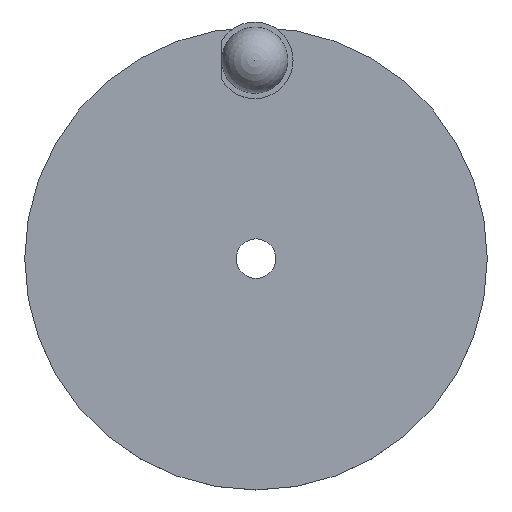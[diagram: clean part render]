
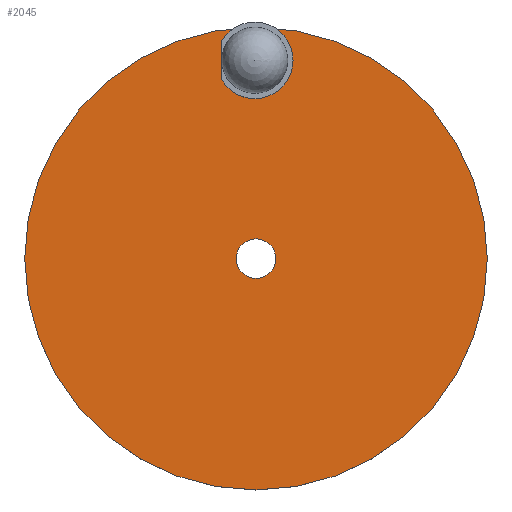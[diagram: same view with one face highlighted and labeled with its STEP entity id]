
A CAD part, top view. The second image highlights one B-rep face of the part: STEP entity #2045.
In plain terms, the highlighted planar face has unit normal (0, 0, 1).
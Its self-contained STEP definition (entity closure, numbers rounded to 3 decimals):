
#1805 = VERTEX_POINT('',#1806);
#1806 = CARTESIAN_POINT('',(117.5,-100.,1.6));
#1813 = CYLINDRICAL_SURFACE('',#1814,17.5);
#1814 = AXIS2_PLACEMENT_3D('',#1815,#1816,#1817);
#1815 = CARTESIAN_POINT('',(100.,-100.,0.));
#1816 = DIRECTION('',(-0.,-0.,-1.));
#1817 = DIRECTION('',(1.,0.,-0.));
#1832 = EDGE_CURVE('',#1805,#1805,#1833,.T.);
#1833 = SURFACE_CURVE('',#1834,(#1839,#1846),.PCURVE_S1.);
#1834 = CIRCLE('',#1835,17.5);
#1835 = AXIS2_PLACEMENT_3D('',#1836,#1837,#1838);
#1836 = CARTESIAN_POINT('',(100.,-100.,1.6));
#1837 = DIRECTION('',(0.,0.,1.));
#1838 = DIRECTION('',(1.,0.,-0.));
#1839 = PCURVE('',#1813,#1840);
#1840 = DEFINITIONAL_REPRESENTATION('',(#1841),#1845);
#1841 = LINE('',#1842,#1843);
#1842 = CARTESIAN_POINT('',(-0.,-1.6));
#1843 = VECTOR('',#1844,1.);
#1844 = DIRECTION('',(-1.,0.));
#1845 = ( GEOMETRIC_REPRESENTATION_CONTEXT(2) 
PARAMETRIC_REPRESENTATION_CONTEXT() REPRESENTATION_CONTEXT('2D SPACE',''
  ) );
#1846 = PCURVE('',#1847,#1852);
#1847 = PLANE('',#1848);
#1848 = AXIS2_PLACEMENT_3D('',#1849,#1850,#1851);
#1849 = CARTESIAN_POINT('',(100.,-100.,1.6));
#1850 = DIRECTION('',(0.,0.,1.));
#1851 = DIRECTION('',(1.,0.,-0.));
#1852 = DEFINITIONAL_REPRESENTATION('',(#1853),#1857);
#1853 = CIRCLE('',#1854,17.5);
#1854 = AXIS2_PLACEMENT_2D('',#1855,#1856);
#1855 = CARTESIAN_POINT('',(0.,0.));
#1856 = DIRECTION('',(1.,0.));
#1857 = ( GEOMETRIC_REPRESENTATION_CONTEXT(2) 
PARAMETRIC_REPRESENTATION_CONTEXT() REPRESENTATION_CONTEXT('2D SPACE',''
  ) );
#1910 = CYLINDRICAL_SURFACE('',#1911,0.45);
#1911 = AXIS2_PLACEMENT_3D('',#1912,#1913,#1914);
#1912 = CARTESIAN_POINT('',(101.81,-85.,-0.8));
#1913 = DIRECTION('',(0.,0.,1.));
#1914 = DIRECTION('',(1.,0.,-0.));
#1941 = CYLINDRICAL_SURFACE('',#1942,0.45);
#1942 = AXIS2_PLACEMENT_3D('',#1943,#1944,#1945);
#1943 = CARTESIAN_POINT('',(100.54,-85.,-0.8));
#1944 = DIRECTION('',(0.,0.,1.));
#1945 = DIRECTION('',(1.,0.,-0.));
#1972 = CYLINDRICAL_SURFACE('',#1973,0.45);
#1973 = AXIS2_PLACEMENT_3D('',#1974,#1975,#1976);
#1974 = CARTESIAN_POINT('',(98.,-85.,-0.8));
#1975 = DIRECTION('',(0.,0.,1.));
#1976 = DIRECTION('',(1.,0.,-0.));
#2003 = CYLINDRICAL_SURFACE('',#2004,0.45);
#2004 = AXIS2_PLACEMENT_3D('',#2005,#2006,#2007);
#2005 = CARTESIAN_POINT('',(99.27,-85.,-0.8));
#2006 = DIRECTION('',(0.,0.,1.));
#2007 = DIRECTION('',(1.,0.,-0.));
#2034 = CYLINDRICAL_SURFACE('',#2035,1.5);
#2035 = AXIS2_PLACEMENT_3D('',#2036,#2037,#2038);
#2036 = CARTESIAN_POINT('',(100.,-100.,-0.8));
#2037 = DIRECTION('',(0.,0.,1.));
#2038 = DIRECTION('',(1.,0.,-0.));
#2045 = ADVANCED_FACE('',(#2046,#2049,#2075,#2101,#2127,#2153),#1847,.T.
  );
#2046 = FACE_BOUND('',#2047,.T.);
#2047 = EDGE_LOOP('',(#2048));
#2048 = ORIENTED_EDGE('',*,*,#1832,.T.);
#2049 = FACE_BOUND('',#2050,.T.);
#2050 = EDGE_LOOP('',(#2051));
#2051 = ORIENTED_EDGE('',*,*,#2052,.F.);
#2052 = EDGE_CURVE('',#2053,#2053,#2055,.T.);
#2053 = VERTEX_POINT('',#2054);
#2054 = CARTESIAN_POINT('',(102.26,-85.,1.6));
#2055 = SURFACE_CURVE('',#2056,(#2061,#2068),.PCURVE_S1.);
#2056 = CIRCLE('',#2057,0.45);
#2057 = AXIS2_PLACEMENT_3D('',#2058,#2059,#2060);
#2058 = CARTESIAN_POINT('',(101.81,-85.,1.6));
#2059 = DIRECTION('',(0.,0.,1.));
#2060 = DIRECTION('',(1.,0.,-0.));
#2061 = PCURVE('',#1847,#2062);
#2062 = DEFINITIONAL_REPRESENTATION('',(#2063),#2067);
#2063 = CIRCLE('',#2064,0.45);
#2064 = AXIS2_PLACEMENT_2D('',#2065,#2066);
#2065 = CARTESIAN_POINT('',(1.81,15.));
#2066 = DIRECTION('',(1.,0.));
#2067 = ( GEOMETRIC_REPRESENTATION_CONTEXT(2) 
PARAMETRIC_REPRESENTATION_CONTEXT() REPRESENTATION_CONTEXT('2D SPACE',''
  ) );
#2068 = PCURVE('',#1910,#2069);
#2069 = DEFINITIONAL_REPRESENTATION('',(#2070),#2074);
#2070 = LINE('',#2071,#2072);
#2071 = CARTESIAN_POINT('',(0.,2.4));
#2072 = VECTOR('',#2073,1.);
#2073 = DIRECTION('',(1.,0.));
#2074 = ( GEOMETRIC_REPRESENTATION_CONTEXT(2) 
PARAMETRIC_REPRESENTATION_CONTEXT() REPRESENTATION_CONTEXT('2D SPACE',''
  ) );
#2075 = FACE_BOUND('',#2076,.T.);
#2076 = EDGE_LOOP('',(#2077));
#2077 = ORIENTED_EDGE('',*,*,#2078,.F.);
#2078 = EDGE_CURVE('',#2079,#2079,#2081,.T.);
#2079 = VERTEX_POINT('',#2080);
#2080 = CARTESIAN_POINT('',(100.99,-85.,1.6));
#2081 = SURFACE_CURVE('',#2082,(#2087,#2094),.PCURVE_S1.);
#2082 = CIRCLE('',#2083,0.45);
#2083 = AXIS2_PLACEMENT_3D('',#2084,#2085,#2086);
#2084 = CARTESIAN_POINT('',(100.54,-85.,1.6));
#2085 = DIRECTION('',(0.,0.,1.));
#2086 = DIRECTION('',(1.,0.,-0.));
#2087 = PCURVE('',#1847,#2088);
#2088 = DEFINITIONAL_REPRESENTATION('',(#2089),#2093);
#2089 = CIRCLE('',#2090,0.45);
#2090 = AXIS2_PLACEMENT_2D('',#2091,#2092);
#2091 = CARTESIAN_POINT('',(0.54,15.));
#2092 = DIRECTION('',(1.,0.));
#2093 = ( GEOMETRIC_REPRESENTATION_CONTEXT(2) 
PARAMETRIC_REPRESENTATION_CONTEXT() REPRESENTATION_CONTEXT('2D SPACE',''
  ) );
#2094 = PCURVE('',#1941,#2095);
#2095 = DEFINITIONAL_REPRESENTATION('',(#2096),#2100);
#2096 = LINE('',#2097,#2098);
#2097 = CARTESIAN_POINT('',(0.,2.4));
#2098 = VECTOR('',#2099,1.);
#2099 = DIRECTION('',(1.,0.));
#2100 = ( GEOMETRIC_REPRESENTATION_CONTEXT(2) 
PARAMETRIC_REPRESENTATION_CONTEXT() REPRESENTATION_CONTEXT('2D SPACE',''
  ) );
#2101 = FACE_BOUND('',#2102,.T.);
#2102 = EDGE_LOOP('',(#2103));
#2103 = ORIENTED_EDGE('',*,*,#2104,.F.);
#2104 = EDGE_CURVE('',#2105,#2105,#2107,.T.);
#2105 = VERTEX_POINT('',#2106);
#2106 = CARTESIAN_POINT('',(98.45,-85.,1.6));
#2107 = SURFACE_CURVE('',#2108,(#2113,#2120),.PCURVE_S1.);
#2108 = CIRCLE('',#2109,0.45);
#2109 = AXIS2_PLACEMENT_3D('',#2110,#2111,#2112);
#2110 = CARTESIAN_POINT('',(98.,-85.,1.6));
#2111 = DIRECTION('',(0.,0.,1.));
#2112 = DIRECTION('',(1.,0.,-0.));
#2113 = PCURVE('',#1847,#2114);
#2114 = DEFINITIONAL_REPRESENTATION('',(#2115),#2119);
#2115 = CIRCLE('',#2116,0.45);
#2116 = AXIS2_PLACEMENT_2D('',#2117,#2118);
#2117 = CARTESIAN_POINT('',(-2.,15.));
#2118 = DIRECTION('',(1.,0.));
#2119 = ( GEOMETRIC_REPRESENTATION_CONTEXT(2) 
PARAMETRIC_REPRESENTATION_CONTEXT() REPRESENTATION_CONTEXT('2D SPACE',''
  ) );
#2120 = PCURVE('',#1972,#2121);
#2121 = DEFINITIONAL_REPRESENTATION('',(#2122),#2126);
#2122 = LINE('',#2123,#2124);
#2123 = CARTESIAN_POINT('',(0.,2.4));
#2124 = VECTOR('',#2125,1.);
#2125 = DIRECTION('',(1.,0.));
#2126 = ( GEOMETRIC_REPRESENTATION_CONTEXT(2) 
PARAMETRIC_REPRESENTATION_CONTEXT() REPRESENTATION_CONTEXT('2D SPACE',''
  ) );
#2127 = FACE_BOUND('',#2128,.T.);
#2128 = EDGE_LOOP('',(#2129));
#2129 = ORIENTED_EDGE('',*,*,#2130,.F.);
#2130 = EDGE_CURVE('',#2131,#2131,#2133,.T.);
#2131 = VERTEX_POINT('',#2132);
#2132 = CARTESIAN_POINT('',(99.72,-85.,1.6));
#2133 = SURFACE_CURVE('',#2134,(#2139,#2146),.PCURVE_S1.);
#2134 = CIRCLE('',#2135,0.45);
#2135 = AXIS2_PLACEMENT_3D('',#2136,#2137,#2138);
#2136 = CARTESIAN_POINT('',(99.27,-85.,1.6));
#2137 = DIRECTION('',(0.,0.,1.));
#2138 = DIRECTION('',(1.,0.,-0.));
#2139 = PCURVE('',#1847,#2140);
#2140 = DEFINITIONAL_REPRESENTATION('',(#2141),#2145);
#2141 = CIRCLE('',#2142,0.45);
#2142 = AXIS2_PLACEMENT_2D('',#2143,#2144);
#2143 = CARTESIAN_POINT('',(-0.73,15.));
#2144 = DIRECTION('',(1.,0.));
#2145 = ( GEOMETRIC_REPRESENTATION_CONTEXT(2) 
PARAMETRIC_REPRESENTATION_CONTEXT() REPRESENTATION_CONTEXT('2D SPACE',''
  ) );
#2146 = PCURVE('',#2003,#2147);
#2147 = DEFINITIONAL_REPRESENTATION('',(#2148),#2152);
#2148 = LINE('',#2149,#2150);
#2149 = CARTESIAN_POINT('',(0.,2.4));
#2150 = VECTOR('',#2151,1.);
#2151 = DIRECTION('',(1.,0.));
#2152 = ( GEOMETRIC_REPRESENTATION_CONTEXT(2) 
PARAMETRIC_REPRESENTATION_CONTEXT() REPRESENTATION_CONTEXT('2D SPACE',''
  ) );
#2153 = FACE_BOUND('',#2154,.T.);
#2154 = EDGE_LOOP('',(#2155));
#2155 = ORIENTED_EDGE('',*,*,#2156,.F.);
#2156 = EDGE_CURVE('',#2157,#2157,#2159,.T.);
#2157 = VERTEX_POINT('',#2158);
#2158 = CARTESIAN_POINT('',(101.5,-100.,1.6));
#2159 = SURFACE_CURVE('',#2160,(#2165,#2172),.PCURVE_S1.);
#2160 = CIRCLE('',#2161,1.5);
#2161 = AXIS2_PLACEMENT_3D('',#2162,#2163,#2164);
#2162 = CARTESIAN_POINT('',(100.,-100.,1.6));
#2163 = DIRECTION('',(0.,0.,1.));
#2164 = DIRECTION('',(1.,0.,-0.));
#2165 = PCURVE('',#1847,#2166);
#2166 = DEFINITIONAL_REPRESENTATION('',(#2167),#2171);
#2167 = CIRCLE('',#2168,1.5);
#2168 = AXIS2_PLACEMENT_2D('',#2169,#2170);
#2169 = CARTESIAN_POINT('',(0.,0.));
#2170 = DIRECTION('',(1.,0.));
#2171 = ( GEOMETRIC_REPRESENTATION_CONTEXT(2) 
PARAMETRIC_REPRESENTATION_CONTEXT() REPRESENTATION_CONTEXT('2D SPACE',''
  ) );
#2172 = PCURVE('',#2034,#2173);
#2173 = DEFINITIONAL_REPRESENTATION('',(#2174),#2178);
#2174 = LINE('',#2175,#2176);
#2175 = CARTESIAN_POINT('',(0.,2.4));
#2176 = VECTOR('',#2177,1.);
#2177 = DIRECTION('',(1.,0.));
#2178 = ( GEOMETRIC_REPRESENTATION_CONTEXT(2) 
PARAMETRIC_REPRESENTATION_CONTEXT() REPRESENTATION_CONTEXT('2D SPACE',''
  ) );
